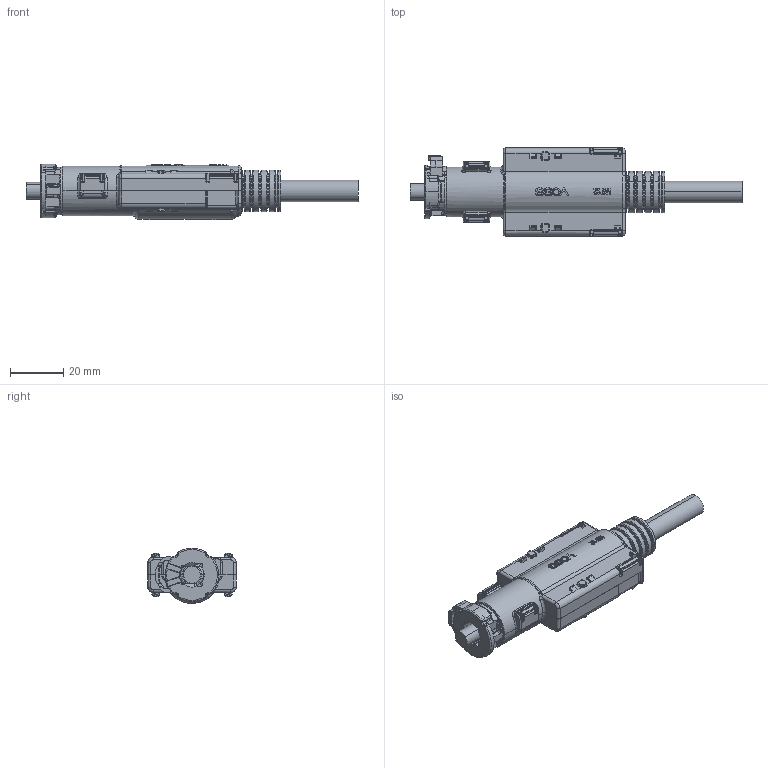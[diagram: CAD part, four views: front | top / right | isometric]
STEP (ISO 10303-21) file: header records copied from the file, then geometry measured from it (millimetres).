
FILE_DESCRIPTION(('CATIA V5 STEP','CAx-IF Rec.Pracs.--- Model Styling and Organization---1.4--- 2014-01-23'),'2;1');
FILE_NAME('Download-SV241NSL GKU 1-4_Zoll_ 8x1 heated.stp','2019-06-28T08:45:20+00:00',('none'),('none'),'CATIA Version 5-6 Release 2016 SP3 HF59','CATIA V5 STEP AP214 Edition 3','none');
FILE_SCHEMA(('AUTOMOTIVE_DESIGN { 1 0 10303 214 3 1 1 1 }'));
Products named in the file (1): Download-SV241NSL GKU 1-4_Zoll_ 8x1 heated 
Bounding box: 124.25 x 33 x 20.85 mm (x, y, z)
Volume: 17558.6 mm3; surface area: 31862.6 mm2
Topology: 7 solids, 7 shells, 5232 faces, 12890 edges, 7438 vertices
Faces by surface type: cylinder 1465, plane 1317, bspline 1184, torus 882, cone 172, sphere 148, extrusion 64
Entity records: 222841 total; most frequent: CARTESIAN_POINT 117071, ORIENTED_EDGE 25236, DIRECTION 15337, EDGE_CURVE 12618, VERTEX_POINT 7436, AXIS2_PLACEMENT_3D 7140, EDGE_LOOP 5285, ADVANCED_FACE 5232
